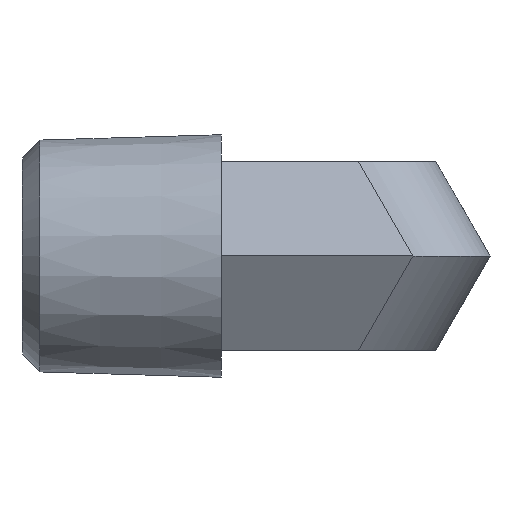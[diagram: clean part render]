
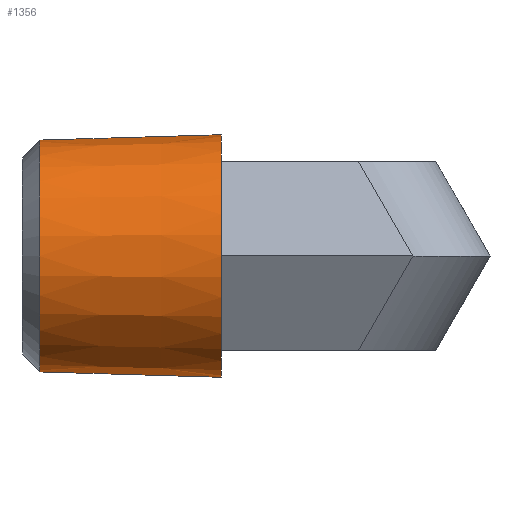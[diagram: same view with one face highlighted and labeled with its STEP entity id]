
A CAD part, left-side view. The second image highlights one B-rep face of the part: STEP entity #1356.
In plain terms, the highlighted conical face has half-angle 1.7 degrees and reference radius 8.623 mm.
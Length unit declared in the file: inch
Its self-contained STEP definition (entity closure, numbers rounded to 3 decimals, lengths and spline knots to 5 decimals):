
#30 = DIRECTION ( 'NONE',  ( 0., 1., 0. ) ) ;
#52 = CARTESIAN_POINT ( 'NONE',  ( 0., 0.752, 0. ) ) ;
#56 = VECTOR ( 'NONE', #1863, 39.37008 ) ;
#57 = EDGE_CURVE ( 'NONE', #1691, #1209, #1948, .T. ) ;
#67 = ORIENTED_EDGE ( 'NONE', *, *, #1692, .T. ) ;
#118 = CARTESIAN_POINT ( 'NONE',  ( 0., 0.752, -0.3395 ) ) ;
#206 = DIRECTION ( 'NONE',  ( 0., -1., 0. ) ) ;
#215 = VECTOR ( 'NONE', #1497, 39.37008 ) ;
#299 = ORIENTED_EDGE ( 'NONE', *, *, #57, .T. ) ;
#315 = VERTEX_POINT ( 'NONE', #1345 ) ;
#380 = EDGE_LOOP ( 'NONE', ( #299, #1965, #67, #1138 ) ) ;
#472 = CIRCLE ( 'NONE', #590, 0.3395 ) ;
#518 = EDGE_CURVE ( 'NONE', #1691, #1391, #1268, .T. ) ;
#590 = AXIS2_PLACEMENT_3D ( 'NONE', #927, #30, #1079 ) ;
#604 = LINE ( 'NONE', #118, #215 ) ;
#780 = CARTESIAN_POINT ( 'NONE',  ( 0., 0.752, 0.3395 ) ) ;
#783 = CARTESIAN_POINT ( 'NONE',  ( 0., 1.26002, -0.32442 ) ) ;
#802 = CARTESIAN_POINT ( 'NONE',  ( 0., 1.26002, 0. ) ) ;
#854 = EDGE_CURVE ( 'NONE', #1209, #315, #604, .T. ) ;
#927 = CARTESIAN_POINT ( 'NONE',  ( 0., 0.752, 0. ) ) ;
#954 = DIRECTION ( 'NONE',  ( 0., 0., -1. ) ) ;
#1005 = CONICAL_SURFACE ( 'NONE', #1906, 0.3395, 0.03 ) ;
#1074 = CARTESIAN_POINT ( 'NONE',  ( 0., 1.26002, 0.32442 ) ) ;
#1079 = DIRECTION ( 'NONE',  ( 0., 0., 1. ) ) ;
#1138 = ORIENTED_EDGE ( 'NONE', *, *, #518, .F. ) ;
#1209 = VERTEX_POINT ( 'NONE', #783 ) ;
#1266 = DIRECTION ( 'NONE',  ( 0., 0., 1. ) ) ;
#1268 = LINE ( 'NONE', #780, #56 ) ;
#1339 = AXIS2_PLACEMENT_3D ( 'NONE', #802, #1887, #954 ) ;
#1345 = CARTESIAN_POINT ( 'NONE',  ( 0., 0.752, -0.3395 ) ) ;
#1356 = ADVANCED_FACE ( 'NONE', ( #1526 ), #1005, .T. ) ;
#1391 = VERTEX_POINT ( 'NONE', #1891 ) ;
#1497 = DIRECTION ( 'NONE',  ( 0., -1., -0.03 ) ) ;
#1526 = FACE_OUTER_BOUND ( 'NONE', #380, .T. ) ;
#1691 = VERTEX_POINT ( 'NONE', #1074 ) ;
#1692 = EDGE_CURVE ( 'NONE', #315, #1391, #472, .T. ) ;
#1863 = DIRECTION ( 'NONE',  ( 0., -1., 0.03 ) ) ;
#1887 = DIRECTION ( 'NONE',  ( 0., -1., 0. ) ) ;
#1891 = CARTESIAN_POINT ( 'NONE',  ( 0., 0.752, 0.3395 ) ) ;
#1906 = AXIS2_PLACEMENT_3D ( 'NONE', #52, #206, #1266 ) ;
#1948 = CIRCLE ( 'NONE', #1339, 0.32442 ) ;
#1965 = ORIENTED_EDGE ( 'NONE', *, *, #854, .T. ) ;
